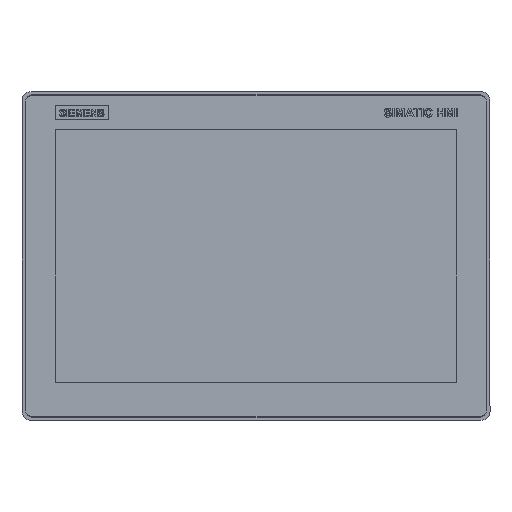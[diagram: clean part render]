
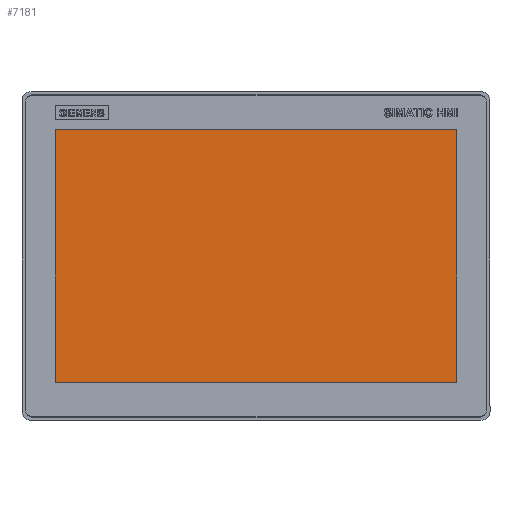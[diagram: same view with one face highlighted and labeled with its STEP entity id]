
A CAD part, top view. The second image highlights one B-rep face of the part: STEP entity #7181.
In plain terms, the highlighted planar face has unit normal (0, 0, 1).
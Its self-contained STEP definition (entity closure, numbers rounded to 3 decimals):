
#6010=FACE_OUTER_BOUND('',#14321,.T.);
#7181=ADVANCED_FACE('',(#6010),#8352,.F.);
#8352=PLANE('',#27874);
#14321=EDGE_LOOP('',(#17073,#17074,#17075,#17076));
#17073=ORIENTED_EDGE('',*,*,#24448,.F.);
#17074=ORIENTED_EDGE('',*,*,#24449,.F.);
#17075=ORIENTED_EDGE('',*,*,#24450,.F.);
#17076=ORIENTED_EDGE('',*,*,#24451,.F.);
#22164=VERTEX_POINT('',#36658);
#22165=VERTEX_POINT('',#36659);
#22166=VERTEX_POINT('',#36666);
#22167=VERTEX_POINT('',#36669);
#24448=EDGE_CURVE('',#22164,#22165,#27025,.T.);
#24449=EDGE_CURVE('',#22166,#22164,#27026,.T.);
#24450=EDGE_CURVE('',#22167,#22166,#27027,.T.);
#24451=EDGE_CURVE('',#22165,#22167,#27028,.T.);
#27025=B_SPLINE_CURVE_WITH_KNOTS('',3,(#36652,#36653,#36654,#36655,#36656,
#36657),.UNSPECIFIED.,.F.,.F.,(4,2,4),(0.,0.009,1.),
 .UNSPECIFIED.);
#27026=B_SPLINE_CURVE_WITH_KNOTS('',3,(#36660,#36661,#36662,#36663,#36664,
#36665),.UNSPECIFIED.,.F.,.F.,(4,2,4),(0.,0.003,1.),
 .UNSPECIFIED.);
#27027=B_SPLINE_CURVE_WITH_KNOTS('',1,(#36667,#36668),.UNSPECIFIED.,.F.,
 .F.,(2,2),(0.,1.),.UNSPECIFIED.);
#27028=B_SPLINE_CURVE_WITH_KNOTS('',3,(#36670,#36671,#36672,#36673,#36674,
#36675),.UNSPECIFIED.,.F.,.F.,(4,2,4),(0.,0.997,1.),
 .UNSPECIFIED.);
#27874=AXIS2_PLACEMENT_3D('',#36676,#29641,#29642);
#29641=DIRECTION('',(0.,0.,-1.));
#29642=DIRECTION('',(-1.,0.,0.));
#36652=CARTESIAN_POINT('',(21.868,25.07,46.9));
#36653=CARTESIAN_POINT('',(21.868,25.564,46.9));
#36654=CARTESIAN_POINT('',(21.868,26.057,46.9));
#36655=CARTESIAN_POINT('',(21.868,80.99,46.9));
#36656=CARTESIAN_POINT('',(21.868,135.43,46.9));
#36657=CARTESIAN_POINT('',(21.868,189.87,46.9));
#36658=CARTESIAN_POINT('',(21.868,25.07,46.9));
#36659=CARTESIAN_POINT('',(21.868,189.87,46.9));
#36660=CARTESIAN_POINT('',(284.32,25.07,46.9));
#36661=CARTESIAN_POINT('',(284.057,25.07,46.9));
#36662=CARTESIAN_POINT('',(283.794,25.07,46.9));
#36663=CARTESIAN_POINT('',(196.31,25.07,46.9));
#36664=CARTESIAN_POINT('',(109.089,25.07,46.9));
#36665=CARTESIAN_POINT('',(21.868,25.07,46.9));
#36666=CARTESIAN_POINT('',(284.32,25.07,46.9));
#36667=CARTESIAN_POINT('',(284.32,189.87,46.9));
#36668=CARTESIAN_POINT('',(284.32,25.07,46.9));
#36669=CARTESIAN_POINT('',(284.32,189.87,46.9));
#36670=CARTESIAN_POINT('',(21.868,189.87,46.9));
#36671=CARTESIAN_POINT('',(109.089,189.87,46.9));
#36672=CARTESIAN_POINT('',(196.31,189.87,46.9));
#36673=CARTESIAN_POINT('',(283.794,189.87,46.9));
#36674=CARTESIAN_POINT('',(284.057,189.87,46.9));
#36675=CARTESIAN_POINT('',(284.32,189.87,46.9));
#36676=CARTESIAN_POINT('',(21.868,107.47,46.9));
